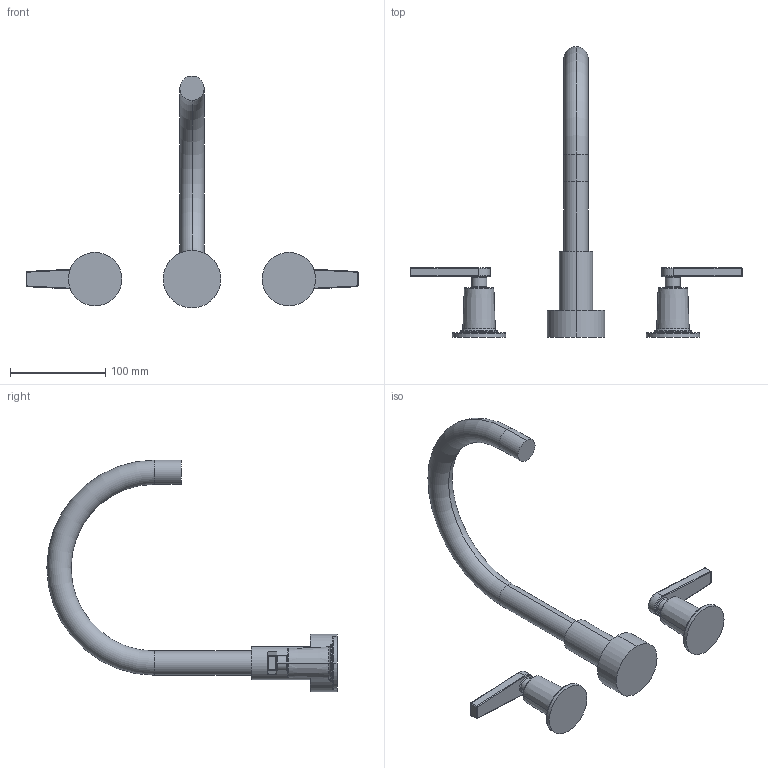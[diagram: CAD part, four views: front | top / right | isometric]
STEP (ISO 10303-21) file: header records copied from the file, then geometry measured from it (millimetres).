
FILE_DESCRIPTION((''),'2;1');
FILE_NAME('3-2976','2021-03-15T13:44:38',('jinson.thomas'),(''),'CREO PARAMETRIC BY PTC INC, 2018400','CREO PARAMETRIC BY PTC INC, 2018400','');
FILE_SCHEMA(('CONFIG_CONTROL_DESIGN'));
Length unit declared in the file: inch
Products named in the file (1): 3-2976
Bounding box: 347.98 x 304.23 x 242.89 mm (x, y, z)
Volume: 503265.7 mm3; surface area: 85546.8 mm2
Topology: 3 solids, 3 shells, 108 faces, 210 edges, 120 vertices
Faces by surface type: cylinder 46, torus 26, plane 24, sphere 8, cone 4
Entity records: 2792 total; most frequent: DIRECTION 568, CARTESIAN_POINT 438, ORIENTED_EDGE 420, AXIS2_PLACEMENT_3D 250, EDGE_CURVE 210, CIRCLE 142, VERTEX_POINT 120, EDGE_LOOP 120
